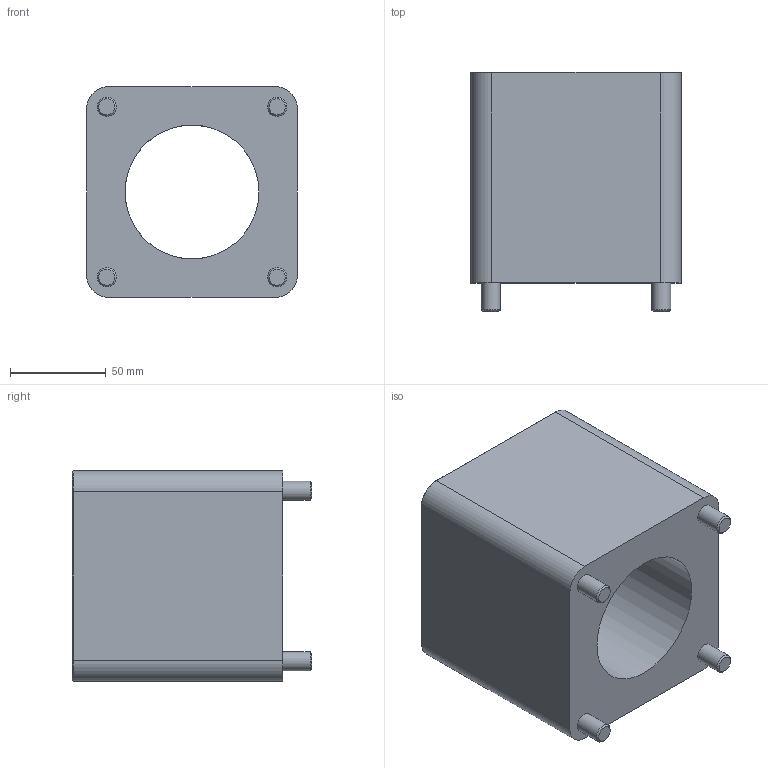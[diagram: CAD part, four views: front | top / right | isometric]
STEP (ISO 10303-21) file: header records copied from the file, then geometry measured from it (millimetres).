
FILE_DESCRIPTION(/* description */ (''),/* implementation_level */ '2;1');
FILE_NAME(/* name */ 'CAD_106409.stp',/* time_stamp */ '2020-01-28T08:36:32+01:00',/* author */ ('Hypex'),/* organization */ ('Hypex'),/* preprocessor_version */ 'ST-DEVELOPER v18',/* originating_system */ 'Autodesk Inventor 2020',/* authorisation */ '');
FILE_SCHEMA (('AUTOMOTIVE_DESIGN { 1 0 10303 214 3 1 1 }'));
Length unit declared in the file: millimetre
Products named in the file (1): CAD_102295
Bounding box: 110 x 125 x 110 mm (x, y, z)
Volume: 882096.9 mm3; surface area: 92370.6 mm2
Topology: 1 solids, 1 shells, 92 faces, 224 edges, 139 vertices
Faces by surface type: plane 35, cylinder 29, cone 28
Full cylindrical faces by diameter (mm): 6.647 x4, 10 x4, 16.5 x4, 70 x1
Entity records: 2724 total; most frequent: DIRECTION 505, CARTESIAN_POINT 452, ORIENTED_EDGE 440, EDGE_CURVE 220, AXIS2_PLACEMENT_3D 192, VERTEX_POINT 139, LINE 121, VECTOR 121
